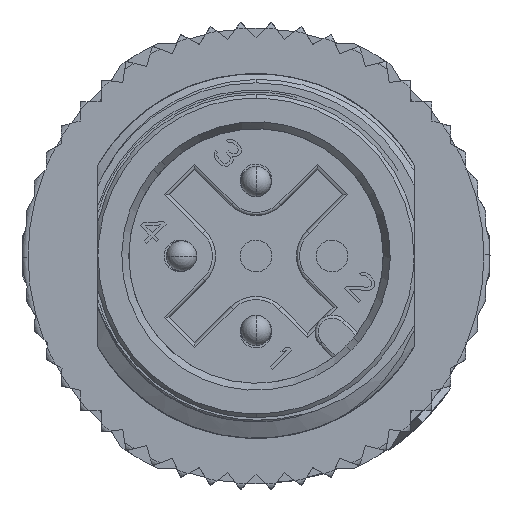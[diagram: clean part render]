
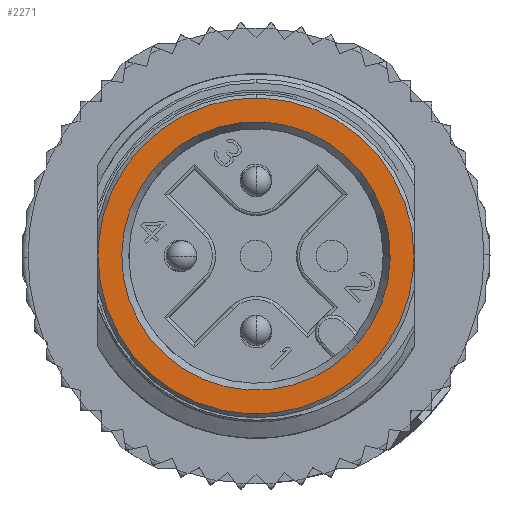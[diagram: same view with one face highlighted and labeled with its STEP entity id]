
A CAD part, front view. The second image highlights one B-rep face of the part: STEP entity #2271.
In plain terms, the highlighted planar face has unit normal (0, -1, 0).
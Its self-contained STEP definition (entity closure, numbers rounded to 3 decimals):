
#2271=ADVANCED_FACE('',(#5147,#5148),#5149,.T.);
#5147=FACE_OUTER_BOUND('',#9068,.T.);
#5148=FACE_BOUND('',#9069,.T.);
#5149=PLANE('',#9070);
#9068=EDGE_LOOP('',(#24268,#24269,#24270,#24271));
#9069=EDGE_LOOP('',(#24272,#24273,#24274,#24275));
#9070=AXIS2_PLACEMENT_3D('',#24276,#24277,#24278);
#24268=ORIENTED_EDGE('',*,*,#30065,.T.);
#24269=ORIENTED_EDGE('',*,*,#31730,.T.);
#24270=ORIENTED_EDGE('',*,*,#30060,.T.);
#24271=ORIENTED_EDGE('',*,*,#31732,.T.);
#24272=ORIENTED_EDGE('',*,*,#30220,.F.);
#24273=ORIENTED_EDGE('',*,*,#31223,.F.);
#24274=ORIENTED_EDGE('',*,*,#30225,.F.);
#24275=ORIENTED_EDGE('',*,*,#31226,.F.);
#24276=CARTESIAN_POINT('',(-5.72,-16.1,5.682));
#24277=DIRECTION('',(0.0,-1.0,0.0));
#24278=DIRECTION('',(1.0,0.0,0.0));
#30060=EDGE_CURVE('',#34218,#34215,#34219,.T.);
#30065=EDGE_CURVE('',#34227,#34224,#34228,.T.);
#30220=EDGE_CURVE('',#34502,#34498,#34504,.T.);
#30225=EDGE_CURVE('',#34511,#34507,#34513,.T.);
#31223=EDGE_CURVE('',#34507,#34502,#36019,.T.);
#31226=EDGE_CURVE('',#34498,#34511,#36022,.T.);
#31730=EDGE_CURVE('',#34224,#34218,#36670,.T.);
#31732=EDGE_CURVE('',#34215,#34227,#36672,.T.);
#34215=VERTEX_POINT('',#40261);
#34218=VERTEX_POINT('',#40265);
#34219=CIRCLE('',#40266,5.2);
#34224=VERTEX_POINT('',#40272);
#34227=VERTEX_POINT('',#40276);
#34228=CIRCLE('',#40277,5.2);
#34498=VERTEX_POINT('',#40736);
#34502=VERTEX_POINT('',#40741);
#34504=CIRCLE('',#40744,4.418);
#34507=VERTEX_POINT('',#40747);
#34511=VERTEX_POINT('',#40752);
#34513=CIRCLE('',#40755,4.418);
#36019=CIRCLE('',#42883,4.418);
#36022=CIRCLE('',#42886,4.418);
#36670=CIRCLE('',#43911,5.2);
#36672=CIRCLE('',#43913,5.2);
#40261=CARTESIAN_POINT('',(-5.18,-16.1,0.453));
#40265=CARTESIAN_POINT('',(5.2,-16.1,0.0));
#40266=AXIS2_PLACEMENT_3D('',#54535,#54536,#54537);
#40272=CARTESIAN_POINT('',(5.18,-16.1,-0.453));
#40276=CARTESIAN_POINT('',(-5.2,-16.1,0.0));
#40277=AXIS2_PLACEMENT_3D('',#54543,#54544,#54545);
#40736=CARTESIAN_POINT('',(3.385,-16.1,-2.84));
#40741=CARTESIAN_POINT('',(3.124,-16.1,-3.124));
#40744=AXIS2_PLACEMENT_3D('',#54784,#54785,#54786);
#40747=CARTESIAN_POINT('',(-3.385,-16.1,2.84));
#40752=CARTESIAN_POINT('',(-3.124,-16.1,3.124));
#40755=AXIS2_PLACEMENT_3D('',#54792,#54793,#54794);
#42883=AXIS2_PLACEMENT_3D('',#55941,#55942,#55943);
#42886=AXIS2_PLACEMENT_3D('',#55947,#55948,#55949);
#43911=AXIS2_PLACEMENT_3D('',#56340,#56341,#56342);
#43913=AXIS2_PLACEMENT_3D('',#56343,#56344,#56345);
#54535=CARTESIAN_POINT('',(0.0,-16.1,0.0));
#54536=DIRECTION('',(0.0,-1.0,0.0));
#54537=DIRECTION('',(1.0,0.0,0.0));
#54543=CARTESIAN_POINT('',(0.0,-16.1,0.0));
#54544=DIRECTION('',(0.0,-1.0,0.0));
#54545=DIRECTION('',(-1.0,0.0,0.0));
#54784=CARTESIAN_POINT('',(0.0,-16.1,0.0));
#54785=DIRECTION('',(0.0,-1.0,0.0));
#54786=DIRECTION('',(0.707,0.0,-0.707));
#54792=CARTESIAN_POINT('',(0.0,-16.1,0.0));
#54793=DIRECTION('',(0.0,-1.0,0.0));
#54794=DIRECTION('',(-0.707,0.0,0.707));
#55941=CARTESIAN_POINT('',(0.0,-16.1,0.0));
#55942=DIRECTION('',(0.0,-1.0,0.0));
#55943=DIRECTION('',(-0.707,0.0,0.707));
#55947=CARTESIAN_POINT('',(0.0,-16.1,0.0));
#55948=DIRECTION('',(0.0,-1.0,0.0));
#55949=DIRECTION('',(0.707,0.0,-0.707));
#56340=CARTESIAN_POINT('',(0.0,-16.1,0.0));
#56341=DIRECTION('',(0.0,-1.0,0.0));
#56342=DIRECTION('',(-1.0,0.0,0.0));
#56343=CARTESIAN_POINT('',(0.0,-16.1,0.0));
#56344=DIRECTION('',(0.0,-1.0,0.0));
#56345=DIRECTION('',(1.0,0.0,0.0));
